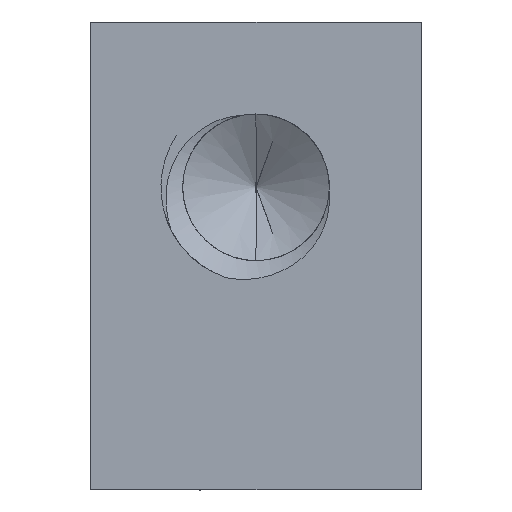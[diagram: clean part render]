
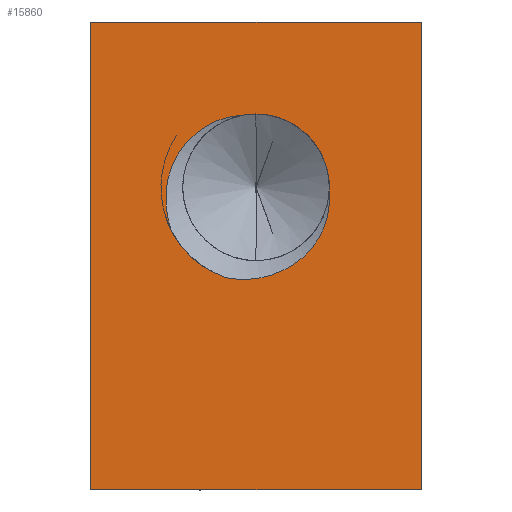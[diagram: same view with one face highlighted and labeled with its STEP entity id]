
A CAD part, left-side view. The second image highlights one B-rep face of the part: STEP entity #15860.
In plain terms, the highlighted planar face has unit normal (-1, 0, 0).
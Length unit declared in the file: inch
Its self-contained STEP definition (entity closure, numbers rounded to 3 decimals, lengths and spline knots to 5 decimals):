
#391 = VECTOR ( 'NONE', #7215, 39.37008 ) ;
#523 = CARTESIAN_POINT ( 'NONE',  ( -0.66, 0.06686, -0.00347 ) ) ;
#526 = CARTESIAN_POINT ( 'NONE',  ( -0.66, 0.12, 0. ) ) ;
#564 = CARTESIAN_POINT ( 'NONE',  ( -0.66, 0.24, -0.2197 ) ) ;
#608 = CARTESIAN_POINT ( 'NONE',  ( -0.66, 0.13069, 0.05217 ) ) ;
#734 = VERTEX_POINT ( 'NONE', #564 ) ;
#798 = CARTESIAN_POINT ( 'NONE',  ( -0.66, 0.12, 0.05325 ) ) ;
#956 = CARTESIAN_POINT ( 'NONE',  ( -0.66, 0.13069, 0.05217 ) ) ;
#1026 = CARTESIAN_POINT ( 'NONE',  ( -0.66, 0.14093, -0.06575 ) ) ;
#1036 = EDGE_CURVE ( 'NONE', #8787, #17943, #18185, .T. ) ;
#1172 = LINE ( 'NONE', #20196, #20260 ) ;
#1379 = ORIENTED_EDGE ( 'NONE', *, *, #4010, .F. ) ;
#2017 = ORIENTED_EDGE ( 'NONE', *, *, #1036, .F. ) ;
#2253 = ORIENTED_EDGE ( 'NONE', *, *, #20560, .T. ) ;
#2362 = CARTESIAN_POINT ( 'NONE',  ( -0.66, 0.13541, 0.05199 ) ) ;
#2439 = CARTESIAN_POINT ( 'NONE',  ( -0.66, 0.16512, 0.03811 ) ) ;
#2594 = CARTESIAN_POINT ( 'NONE',  ( -0.66, 0.07557, -0.03915 ) ) ;
#2666 = CARTESIAN_POINT ( 'NONE',  ( -0.66, 0.08125, -0.04653 ) ) ;
#2731 = CARTESIAN_POINT ( 'NONE',  ( -0.66, 0.0845, -0.04983 ) ) ;
#3162 = B_SPLINE_CURVE_WITH_KNOTS ( 'NONE', 3,
 ( #18821, #9099, #20473, #7655, #2594, #2666, #2731, #13976, #4285, #15689, #5931, #9502, #20737, #12826 ),
 .UNSPECIFIED., .F., .F.,
 ( 4, 2, 2, 2, 2, 2, 4 ),
 ( 0.0007, 0.00141, 0.00177, 0.00212, 0.00248, 0.00284, 0.00355 ),
 .UNSPECIFIED. ) ;
#3220 = AXIS2_PLACEMENT_3D ( 'NONE', #7377, #17267, #8964 ) ;
#3863 = CARTESIAN_POINT ( 'NONE',  ( -0.66, 0.24, -0.2197 ) ) ;
#3896 = ORIENTED_EDGE ( 'NONE', *, *, #11234, .F. ) ;
#4010 = EDGE_CURVE ( 'NONE', #11538, #5453, #12304, .T. ) ;
#4063 = CARTESIAN_POINT ( 'NONE',  ( -0.66, 0.18563, -0.00807 ) ) ;
#4224 = VERTEX_POINT ( 'NONE', #956 ) ;
#4285 = CARTESIAN_POINT ( 'NONE',  ( -0.66, 0.09582, -0.05814 ) ) ;
#4287 = ORIENTED_EDGE ( 'NONE', *, *, #14264, .F. ) ;
#4403 = LINE ( 'NONE', #3863, #391 ) ;
#4587 = CARTESIAN_POINT ( 'NONE',  ( -0.66, 0.24, 0.12 ) ) ;
#4772 = DIRECTION ( 'NONE',  ( 0., 0., -1. ) ) ;
#5108 = EDGE_CURVE ( 'NONE', #5453, #4224, #10022, .T. ) ;
#5420 = CARTESIAN_POINT ( 'NONE',  ( -0.66, 0.18151, -0.03126 ) ) ;
#5453 = VERTEX_POINT ( 'NONE', #798 ) ;
#5496 = CARTESIAN_POINT ( 'NONE',  ( -0.66, 0.17463, 0.0275 ) ) ;
#5565 = CARTESIAN_POINT ( 'NONE',  ( -0.66, 0.1831, -0.02677 ) ) ;
#5626 = CARTESIAN_POINT ( 'NONE',  ( -0.66, 0.16145, 0.04107 ) ) ;
#5799 = ORIENTED_EDGE ( 'NONE', *, *, #14612, .T. ) ;
#5931 = CARTESIAN_POINT ( 'NONE',  ( -0.66, 0.10864, -0.06385 ) ) ;
#6490 = CARTESIAN_POINT ( 'NONE',  ( -0.66, 0., 0. ) ) ;
#6739 = ORIENTED_EDGE ( 'NONE', *, *, #12908, .T. ) ;
#6831 = DIRECTION ( 'NONE',  ( -1., 0., 0. ) ) ;
#6987 = VECTOR ( 'NONE', #18544, 39.37008 ) ;
#7077 = CARTESIAN_POINT ( 'NONE',  ( -0.66, 0.18137, 0.01501 ) ) ;
#7210 = CARTESIAN_POINT ( 'NONE',  ( -0.66, 0.18547, -0.01287 ) ) ;
#7215 = DIRECTION ( 'NONE',  ( 0., -1., 0. ) ) ;
#7377 = CARTESIAN_POINT ( 'NONE',  ( -0.66, 0.12, 0. ) ) ;
#7655 = CARTESIAN_POINT ( 'NONE',  ( -0.66, 0.07317, -0.03507 ) ) ;
#7989 = DIRECTION ( 'NONE',  ( 0., 0., 1. ) ) ;
#8065 = PLANE ( 'NONE',  #11439 ) ;
#8787 = VERTEX_POINT ( 'NONE', #12506 ) ;
#8964 = DIRECTION ( 'NONE',  ( 0., 0., 1. ) ) ;
#9099 = CARTESIAN_POINT ( 'NONE',  ( -0.66, 0.06606, -0.0128 ) ) ;
#9502 = CARTESIAN_POINT ( 'NONE',  ( -0.66, 0.12216, -0.06718 ) ) ;
#9605 = B_SPLINE_CURVE_WITH_KNOTS ( 'NONE', 3,
 ( #5420, #5565, #16812, #7210, #4063, #18598, #20113, #7077, #20251, #5496, #10571, #2439, #5626, #10366, #15463, #10504, #2362, #608 ),
 .UNSPECIFIED., .F., .F.,
 ( 4, 2, 2, 2, 2, 2, 2, 2, 4 ),
 ( 0., 0.00036, 0.00072, 0.00107, 0.00143, 0.00179, 0.00215, 0.00251, 0.00287 ),
 .UNSPECIFIED. ) ;
#10022 = CIRCLE ( 'NONE', #19163, 0.05325 ) ;
#10325 = FACE_BOUND ( 'NONE', #16114, .T. ) ;
#10366 = CARTESIAN_POINT ( 'NONE',  ( -0.66, 0.15343, 0.04613 ) ) ;
#10504 = CARTESIAN_POINT ( 'NONE',  ( -0.66, 0.14017, 0.05113 ) ) ;
#10556 = DIRECTION ( 'NONE',  ( -1., 0., 0. ) ) ;
#10571 = CARTESIAN_POINT ( 'NONE',  ( -0.66, 0.17173, 0.0313 ) ) ;
#11234 = EDGE_CURVE ( 'NONE', #18796, #18042, #1172, .T. ) ;
#11439 = AXIS2_PLACEMENT_3D ( 'NONE', #12752, #16235, #7989 ) ;
#11538 = VERTEX_POINT ( 'NONE', #523 ) ;
#12304 = CIRCLE ( 'NONE', #14413, 0.05325 ) ;
#12506 = CARTESIAN_POINT ( 'NONE',  ( -0.66, 0.18151, -0.03126 ) ) ;
#12752 = CARTESIAN_POINT ( 'NONE',  ( -0.66, 0.24, 0. ) ) ;
#12826 = CARTESIAN_POINT ( 'NONE',  ( -0.66, 0.14093, -0.06575 ) ) ;
#12908 = EDGE_CURVE ( 'NONE', #18796, #734, #13871, .T. ) ;
#13178 = DIRECTION ( 'NONE',  ( 0., 0., 1. ) ) ;
#13268 = ORIENTED_EDGE ( 'NONE', *, *, #13419, .T. ) ;
#13419 = EDGE_CURVE ( 'NONE', #11538, #17943, #3162, .T. ) ;
#13561 = CARTESIAN_POINT ( 'NONE',  ( -0.66, 0.24, 0. ) ) ;
#13871 = LINE ( 'NONE', #13561, #6987 ) ;
#13976 = CARTESIAN_POINT ( 'NONE',  ( -0.66, 0.09185, -0.05566 ) ) ;
#14264 = EDGE_CURVE ( 'NONE', #18042, #17248, #15848, .T. ) ;
#14413 = AXIS2_PLACEMENT_3D ( 'NONE', #15374, #10556, #15667 ) ;
#14546 = VECTOR ( 'NONE', #4772, 39.37008 ) ;
#14612 = EDGE_CURVE ( 'NONE', #8787, #4224, #9605, .T. ) ;
#15374 = CARTESIAN_POINT ( 'NONE',  ( -0.66, 0.12, 0. ) ) ;
#15463 = CARTESIAN_POINT ( 'NONE',  ( -0.66, 0.14911, 0.04821 ) ) ;
#15587 = CARTESIAN_POINT ( 'NONE',  ( -0.66, 0., 0.12 ) ) ;
#15667 = DIRECTION ( 'NONE',  ( 0., 0., 1. ) ) ;
#15689 = CARTESIAN_POINT ( 'NONE',  ( -0.66, 0.10419, -0.06223 ) ) ;
#15848 = LINE ( 'NONE', #6490, #14546 ) ;
#15860 = ADVANCED_FACE ( 'NONE', ( #19999, #10325 ), #8065, .T. ) ;
#16077 = CARTESIAN_POINT ( 'NONE',  ( -0.66, 0., -0.2197 ) ) ;
#16114 = EDGE_LOOP ( 'NONE', ( #2017, #5799, #16626, #1379, #13268 ) ) ;
#16235 = DIRECTION ( 'NONE',  ( -1., 0., 0. ) ) ;
#16626 = ORIENTED_EDGE ( 'NONE', *, *, #5108, .F. ) ;
#16812 = CARTESIAN_POINT ( 'NONE',  ( -0.66, 0.18421, -0.02219 ) ) ;
#17248 = VERTEX_POINT ( 'NONE', #16077 ) ;
#17267 = DIRECTION ( 'NONE',  ( -1., 0., 0. ) ) ;
#17943 = VERTEX_POINT ( 'NONE', #1026 ) ;
#18042 = VERTEX_POINT ( 'NONE', #15587 ) ;
#18185 = CIRCLE ( 'NONE', #3220, 0.069 ) ;
#18544 = DIRECTION ( 'NONE',  ( 0., 0., -1. ) ) ;
#18598 = CARTESIAN_POINT ( 'NONE',  ( -0.66, 0.18496, 0.00135 ) ) ;
#18796 = VERTEX_POINT ( 'NONE', #4587 ) ;
#18821 = CARTESIAN_POINT ( 'NONE',  ( -0.66, 0.06686, -0.00347 ) ) ;
#19163 = AXIS2_PLACEMENT_3D ( 'NONE', #526, #6831, #13178 ) ;
#19999 = FACE_OUTER_BOUND ( 'NONE', #20893, .T. ) ;
#20113 = CARTESIAN_POINT ( 'NONE',  ( -0.66, 0.18414, 0.00597 ) ) ;
#20196 = CARTESIAN_POINT ( 'NONE',  ( -0.66, 0.24, 0.12 ) ) ;
#20251 = CARTESIAN_POINT ( 'NONE',  ( -0.66, 0.17942, 0.0194 ) ) ;
#20260 = VECTOR ( 'NONE', #20404, 39.37008 ) ;
#20404 = DIRECTION ( 'NONE',  ( 0., -1., 0. ) ) ;
#20473 = CARTESIAN_POINT ( 'NONE',  ( -0.66, 0.06764, -0.02231 ) ) ;
#20560 = EDGE_CURVE ( 'NONE', #734, #17248, #4403, .T. ) ;
#20737 = CARTESIAN_POINT ( 'NONE',  ( -0.66, 0.13169, -0.06747 ) ) ;
#20893 = EDGE_LOOP ( 'NONE', ( #4287, #3896, #6739, #2253 ) ) ;
